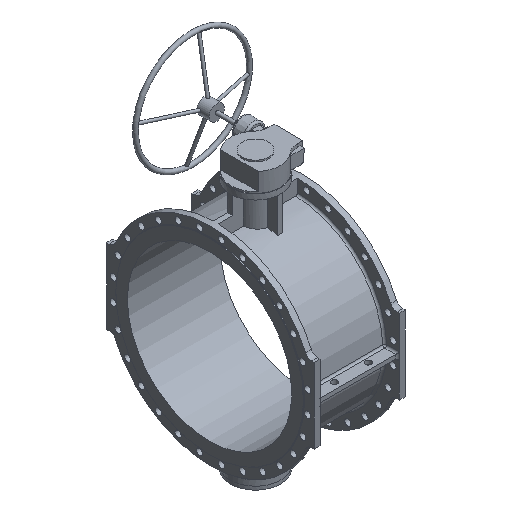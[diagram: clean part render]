
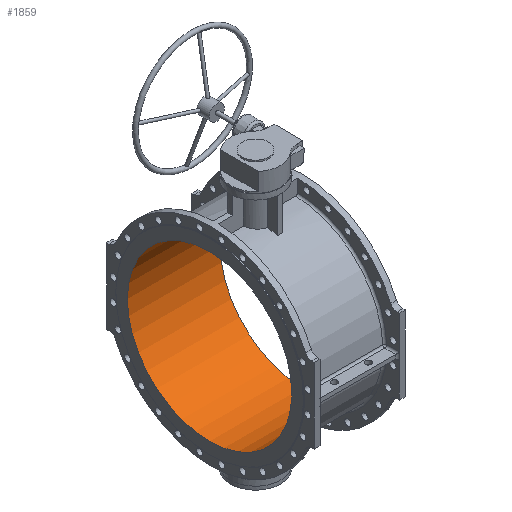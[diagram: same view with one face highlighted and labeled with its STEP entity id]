
A CAD part, isometric view. The second image highlights one B-rep face of the part: STEP entity #1859.
In plain terms, the highlighted cylindrical face has radius 487 mm (diameter 974 mm), a full revolution.
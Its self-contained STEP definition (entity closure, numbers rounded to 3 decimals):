
#1859 = ADVANCED_FACE ( 'NONE', ( #10571, #10576 ), #10578, .F. ) ;
#2400 = EDGE_LOOP ( 'NONE', ( #8623 ) ) ;
#2401 = EDGE_LOOP ( 'NONE', ( #8627 ) ) ;
#3332 = CARTESIAN_POINT ( 'NONE',  ( -275., 0., 0. ) ) ;
#3333 = DIRECTION ( 'NONE',  ( -1., 0., 0. ) ) ;
#3334 = DIRECTION ( 'NONE',  ( 0., 0., -1. ) ) ;
#3754 = CARTESIAN_POINT ( 'NONE',  ( 275., 0., 0. ) ) ;
#3755 = DIRECTION ( 'NONE',  ( 1., 0., 0. ) ) ;
#3757 = DIRECTION ( 'NONE',  ( 0., 0., -1. ) ) ;
#4735 = AXIS2_PLACEMENT_3D ( 'NONE', #3332, #3333, #3334 ) ;
#4774 = AXIS2_PLACEMENT_3D ( 'NONE', #3754, #3755, #3757 ) ;
#5828 = AXIS2_PLACEMENT_3D ( 'NONE', #9061, #9062, #9060 ) ;
#7510 = CARTESIAN_POINT ( 'NONE',  ( -275., 0., -487. ) ) ;
#7542 = CARTESIAN_POINT ( 'NONE',  ( 275., 0., -487. ) ) ;
#8623 = ORIENTED_EDGE ( 'NONE', *, *, #12664, .T. ) ;
#8627 = ORIENTED_EDGE ( 'NONE', *, *, #12586, .T. ) ;
#9060 = DIRECTION ( 'NONE',  ( 0., 0., -1. ) ) ;
#9061 = CARTESIAN_POINT ( 'NONE',  ( 0., 0., 0. ) ) ;
#9062 = DIRECTION ( 'NONE',  ( 1., 0., 0. ) ) ;
#10571 = FACE_OUTER_BOUND ( 'NONE', #2400, .T. ) ;
#10576 = FACE_OUTER_BOUND ( 'NONE', #2401, .T. ) ;
#10578 = CYLINDRICAL_SURFACE ( 'NONE', #5828, 487. ) ;
#11276 = CIRCLE ( 'NONE', #4735, 487. ) ;
#11345 = CIRCLE ( 'NONE', #4774, 487. ) ;
#11539 = VERTEX_POINT ( 'NONE', #7510 ) ;
#11571 = VERTEX_POINT ( 'NONE', #7542 ) ;
#12586 = EDGE_CURVE ( 'NONE', #11539, #11539, #11276, .T. ) ;
#12664 = EDGE_CURVE ( 'NONE', #11571, #11571, #11345, .T. ) ;
